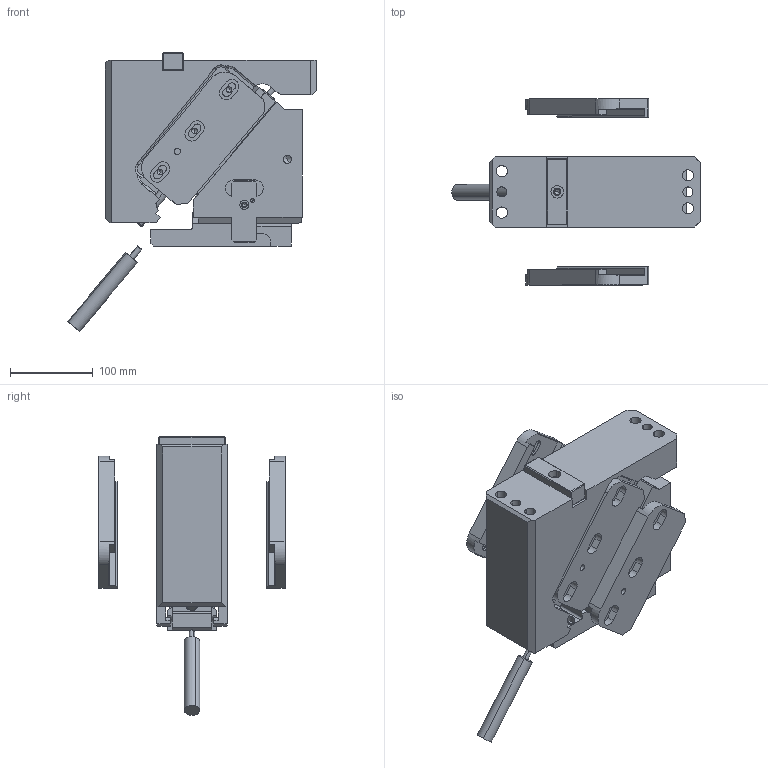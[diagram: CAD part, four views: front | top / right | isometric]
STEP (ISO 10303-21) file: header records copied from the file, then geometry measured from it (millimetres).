
FILE_DESCRIPTION(('CATIA V5 STEP Exchange','CAx-IF Rec.Pracs.--- Model Styling and Organization---1.4--- 2014-01-23'),'2;1');
FILE_NAME('KS_BS_OT_0085_00__IND_07__23415_28020__SCHIEBERADAPTER_PART__2015_05_22__SCHWER.stp','2017-10-27T05:28:46+00:00',('none'),('none'),'CATIA Version 5-6 Release 2016 SP3 HF35','CATIA V5 STEP AP203 WITH EXTENSIONS','none');
FILE_SCHEMA(('CONFIG_CONTROL_DESIGN','SHAPE_APPEARANCE_LAYER_MIM'));
Length unit declared in the file: millimetre
Products named in the file (1): KS_BS_OT_0085_00__IND_07__23415_28020__SCHIEBERADAPTER_PART__2015_05_22__SCHWER
Bounding box: 300.53 x 225 x 337.07 mm (x, y, z)
Volume: 3988605.3 mm3; surface area: 501923.6 mm2
Topology: 9 solids, 12 shells, 897 faces, 2338 edges, 1485 vertices
Faces by surface type: plane 472, cylinder 340, cone 64, torus 20, sphere 1
Entity records: 26858 total; most frequent: CARTESIAN_POINT 5454, ORIENTED_EDGE 4576, DIRECTION 3401, EDGE_CURVE 2288, VERTEX_POINT 1481, VECTOR 1404, LINE 1404, AXIS2_PLACEMENT_3D 1357
